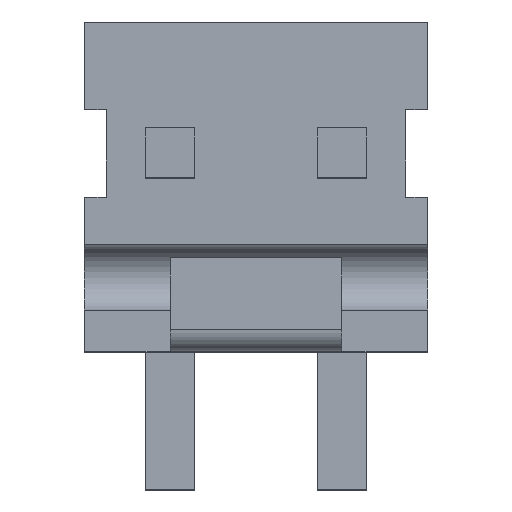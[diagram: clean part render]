
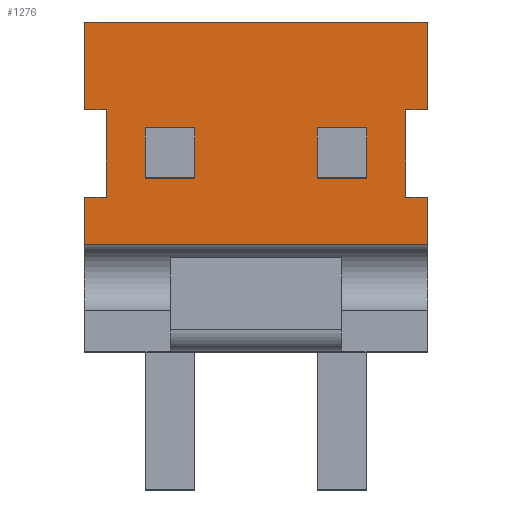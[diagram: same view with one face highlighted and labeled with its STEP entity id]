
A CAD part, top view. The second image highlights one B-rep face of the part: STEP entity #1276.
In plain terms, the highlighted planar face has unit normal (0, 0, 1).
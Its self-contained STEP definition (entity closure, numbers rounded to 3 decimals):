
#76=DIRECTION('',(0.,-1.,0.));
#77=VECTOR('',#76,1.092);
#78=CARTESIAN_POINT('',(-3.962,-1.016,0.));
#79=LINE('',#78,#77);
#133=DIRECTION('',(0.,-1.,0.));
#134=VECTOR('',#133,2.019);
#135=CARTESIAN_POINT('',(-3.962,3.035,0.));
#136=LINE('',#135,#134);
#307=DIRECTION('',(1.,0.,0.));
#308=VECTOR('',#307,0.508);
#309=CARTESIAN_POINT('',(-3.962,-1.016,0.));
#310=LINE('',#309,#308);
#311=DIRECTION('',(0.,1.,0.));
#312=VECTOR('',#311,2.032);
#313=CARTESIAN_POINT('',(-3.454,-1.016,0.));
#314=LINE('',#313,#312);
#315=DIRECTION('',(1.,0.,0.));
#316=VECTOR('',#315,0.508);
#317=CARTESIAN_POINT('',(-3.962,1.016,0.));
#318=LINE('',#317,#316);
#319=DIRECTION('',(1.,0.,0.));
#320=VECTOR('',#319,7.925);
#321=CARTESIAN_POINT('',(-3.962,3.035,0.));
#322=LINE('',#321,#320);
#323=DIRECTION('',(-1.,0.,0.));
#324=VECTOR('',#323,0.508);
#325=CARTESIAN_POINT('',(3.962,1.016,0.));
#326=LINE('',#325,#324);
#327=DIRECTION('',(0.,-1.,0.));
#328=VECTOR('',#327,2.032);
#329=CARTESIAN_POINT('',(3.454,1.016,0.));
#330=LINE('',#329,#328);
#331=DIRECTION('',(-1.,0.,0.));
#332=VECTOR('',#331,0.508);
#333=CARTESIAN_POINT('',(3.962,-1.016,0.));
#334=LINE('',#333,#332);
#335=DIRECTION('',(1.,0.,0.));
#336=VECTOR('',#335,7.925);
#337=CARTESIAN_POINT('',(-3.962,-2.108,0.));
#338=LINE('',#337,#336);
#339=DIRECTION('',(1.,0.,0.));
#340=VECTOR('',#339,1.143);
#341=CARTESIAN_POINT('',(-2.553,0.572,0.));
#342=LINE('',#341,#340);
#343=DIRECTION('',(0.,-1.,0.));
#344=VECTOR('',#343,1.143);
#345=CARTESIAN_POINT('',(-2.553,0.572,0.));
#346=LINE('',#345,#344);
#347=DIRECTION('',(-1.,0.,0.));
#348=VECTOR('',#347,1.143);
#349=CARTESIAN_POINT('',(-1.41,-0.572,0.));
#350=LINE('',#349,#348);
#351=DIRECTION('',(0.,-1.,0.));
#352=VECTOR('',#351,1.143);
#353=CARTESIAN_POINT('',(-1.41,0.572,0.));
#354=LINE('',#353,#352);
#355=DIRECTION('',(1.,0.,0.));
#356=VECTOR('',#355,1.143);
#357=CARTESIAN_POINT('',(1.41,0.572,0.));
#358=LINE('',#357,#356);
#359=DIRECTION('',(0.,-1.,0.));
#360=VECTOR('',#359,1.143);
#361=CARTESIAN_POINT('',(1.41,0.572,0.));
#362=LINE('',#361,#360);
#363=DIRECTION('',(-1.,0.,0.));
#364=VECTOR('',#363,1.143);
#365=CARTESIAN_POINT('',(2.553,-0.572,0.));
#366=LINE('',#365,#364);
#367=DIRECTION('',(0.,-1.,0.));
#368=VECTOR('',#367,1.143);
#369=CARTESIAN_POINT('',(2.553,0.572,0.));
#370=LINE('',#369,#368);
#395=DIRECTION('',(0.,-1.,0.));
#396=VECTOR('',#395,2.019);
#397=CARTESIAN_POINT('',(3.962,3.035,0.));
#398=LINE('',#397,#396);
#452=DIRECTION('',(0.,-1.,0.));
#453=VECTOR('',#452,1.092);
#454=CARTESIAN_POINT('',(3.962,-1.016,0.));
#455=LINE('',#454,#453);
#700=CARTESIAN_POINT('',(-3.962,3.035,0.));
#701=VERTEX_POINT('',#700);
#706=CARTESIAN_POINT('',(3.962,3.035,0.));
#707=VERTEX_POINT('',#706);
#788=CARTESIAN_POINT('',(-2.553,0.572,0.));
#789=CARTESIAN_POINT('',(-1.41,0.572,0.));
#790=VERTEX_POINT('',#788);
#791=VERTEX_POINT('',#789);
#792=CARTESIAN_POINT('',(-1.41,-0.572,0.));
#793=VERTEX_POINT('',#792);
#794=CARTESIAN_POINT('',(-2.553,-0.572,0.));
#795=VERTEX_POINT('',#794);
#828=CARTESIAN_POINT('',(1.41,0.572,0.));
#829=CARTESIAN_POINT('',(2.553,0.572,0.));
#830=VERTEX_POINT('',#828);
#831=VERTEX_POINT('',#829);
#832=CARTESIAN_POINT('',(2.553,-0.572,0.));
#833=VERTEX_POINT('',#832);
#834=CARTESIAN_POINT('',(1.41,-0.572,0.));
#835=VERTEX_POINT('',#834);
#852=CARTESIAN_POINT('',(-3.962,-2.108,0.));
#854=VERTEX_POINT('',#852);
#858=CARTESIAN_POINT('',(3.962,-2.108,0.));
#860=VERTEX_POINT('',#858);
#869=CARTESIAN_POINT('',(-3.962,-1.016,0.));
#871=VERTEX_POINT('',#869);
#873=CARTESIAN_POINT('',(-3.962,1.016,0.));
#875=VERTEX_POINT('',#873);
#877=CARTESIAN_POINT('',(3.962,1.016,0.));
#879=VERTEX_POINT('',#877);
#881=CARTESIAN_POINT('',(3.962,-1.016,0.));
#883=VERTEX_POINT('',#881);
#892=CARTESIAN_POINT('',(-3.454,-1.016,0.));
#893=VERTEX_POINT('',#892);
#894=CARTESIAN_POINT('',(-3.454,1.016,0.));
#895=VERTEX_POINT('',#894);
#896=CARTESIAN_POINT('',(3.454,1.016,0.));
#897=VERTEX_POINT('',#896);
#898=CARTESIAN_POINT('',(3.454,-1.016,0.));
#899=VERTEX_POINT('',#898);
#1229=CARTESIAN_POINT('',(-3.962,3.035,0.));
#1230=DIRECTION('',(0.,0.,1.));
#1231=DIRECTION('',(0.,-1.,0.));
#1232=AXIS2_PLACEMENT_3D('',#1229,#1230,#1231);
#1233=PLANE('',#1232);
#1234=ORIENTED_EDGE('',*,*,#958,.T.);
#1236=ORIENTED_EDGE('',*,*,#1235,.T.);
#1238=ORIENTED_EDGE('',*,*,#1237,.F.);
#1239=ORIENTED_EDGE('',*,*,#943,.F.);
#1241=ORIENTED_EDGE('',*,*,#1240,.T.);
#1243=ORIENTED_EDGE('',*,*,#1242,.T.);
#1245=ORIENTED_EDGE('',*,*,#1244,.T.);
#1247=ORIENTED_EDGE('',*,*,#1246,.T.);
#1249=ORIENTED_EDGE('',*,*,#1248,.F.);
#1251=ORIENTED_EDGE('',*,*,#1250,.T.);
#1252=ORIENTED_EDGE('',*,*,#1221,.F.);
#1253=ORIENTED_EDGE('',*,*,#907,.F.);
#1254=EDGE_LOOP('',(#1234,#1236,#1238,#1239,#1241,#1243,#1245,#1247,#1249,#1251,
#1252,#1253));
#1255=FACE_OUTER_BOUND('',#1254,.F.);
#1257=ORIENTED_EDGE('',*,*,#1256,.F.);
#1259=ORIENTED_EDGE('',*,*,#1258,.T.);
#1261=ORIENTED_EDGE('',*,*,#1260,.F.);
#1263=ORIENTED_EDGE('',*,*,#1262,.F.);
#1264=EDGE_LOOP('',(#1257,#1259,#1261,#1263));
#1265=FACE_BOUND('',#1264,.F.);
#1267=ORIENTED_EDGE('',*,*,#1266,.F.);
#1269=ORIENTED_EDGE('',*,*,#1268,.T.);
#1271=ORIENTED_EDGE('',*,*,#1270,.F.);
#1273=ORIENTED_EDGE('',*,*,#1272,.F.);
#1274=EDGE_LOOP('',(#1267,#1269,#1271,#1273));
#1275=FACE_BOUND('',#1274,.F.);
#1276=ADVANCED_FACE('',(#1255,#1265,#1275),#1233,.T.);
#907=EDGE_CURVE('',#871,#854,#79,.T.);
#943=EDGE_CURVE('',#701,#875,#136,.T.);
#958=EDGE_CURVE('',#871,#893,#310,.T.);
#1221=EDGE_CURVE('',#854,#860,#338,.T.);
#1235=EDGE_CURVE('',#893,#895,#314,.T.);
#1237=EDGE_CURVE('',#875,#895,#318,.T.);
#1240=EDGE_CURVE('',#701,#707,#322,.T.);
#1242=EDGE_CURVE('',#707,#879,#398,.T.);
#1244=EDGE_CURVE('',#879,#897,#326,.T.);
#1246=EDGE_CURVE('',#897,#899,#330,.T.);
#1248=EDGE_CURVE('',#883,#899,#334,.T.);
#1250=EDGE_CURVE('',#883,#860,#455,.T.);
#1256=EDGE_CURVE('',#790,#791,#342,.T.);
#1258=EDGE_CURVE('',#790,#795,#346,.T.);
#1260=EDGE_CURVE('',#793,#795,#350,.T.);
#1262=EDGE_CURVE('',#791,#793,#354,.T.);
#1266=EDGE_CURVE('',#830,#831,#358,.T.);
#1268=EDGE_CURVE('',#830,#835,#362,.T.);
#1270=EDGE_CURVE('',#833,#835,#366,.T.);
#1272=EDGE_CURVE('',#831,#833,#370,.T.);
